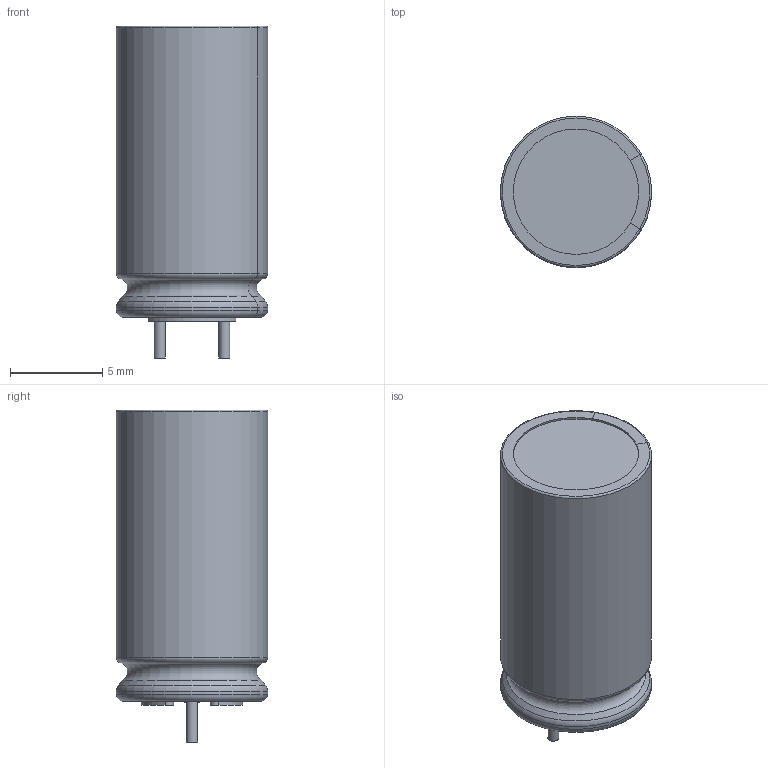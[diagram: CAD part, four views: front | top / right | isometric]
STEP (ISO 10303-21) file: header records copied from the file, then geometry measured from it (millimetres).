
FILE_DESCRIPTION(('FreeCAD Model'),'2;1');
FILE_NAME('CAPPR350-800X1600.step', '2020-02-22T14:05:07',(''),(''),'Open CASCADE STEP processor 7.3', 'FreeCAD','Unknown');
FILE_SCHEMA(('AUTOMOTIVE_DESIGN { 1 0 10303 214 1 1 1 1 }'));
Length unit declared in the file: millimetre
Products named in the file (1): Compound003
Bounding box: 8.2 x 8.2 x 18 mm (x, y, z)
Volume: 824.5 mm3; surface area: 1537.4 mm2
Topology: 6 solids, 6 shells, 93 faces, 678 edges, 1908 vertices
Faces by surface type: torus 29, plane 29, cylinder 28, cone 5, bspline 2
Full cylindrical faces by diameter (mm): 0.6 x2, 1.1 x2, 1.2 x2, 6.4 x1, 7.25 x1, 8 x2
Entity records: 17942 total; most frequent: CARTESIAN_POINT 9286, DIRECTION 1385, AXIS2_PLACEMENT_3D 506, CIRCLE 459, GEOMETRIC_CURVE_SET 453, ORIENTED_EDGE 452, PCURVE 452, DEFINITIONAL_REPRESENTATION 452
